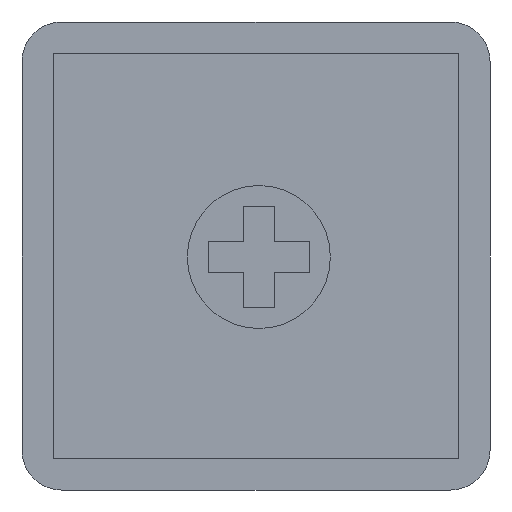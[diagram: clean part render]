
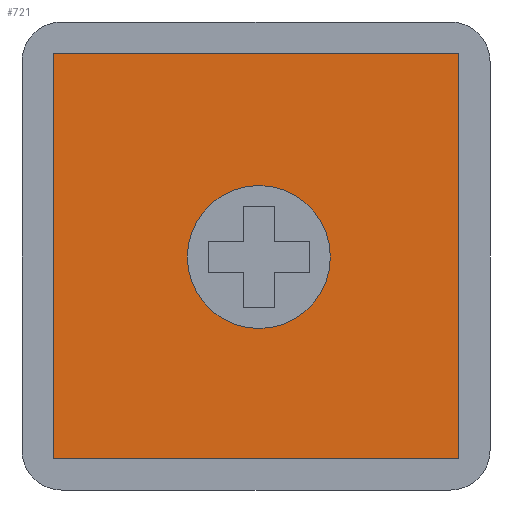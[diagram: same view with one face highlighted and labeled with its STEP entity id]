
A CAD part, front view. The second image highlights one B-rep face of the part: STEP entity #721.
In plain terms, the highlighted planar face has unit normal (0, -1, 0).
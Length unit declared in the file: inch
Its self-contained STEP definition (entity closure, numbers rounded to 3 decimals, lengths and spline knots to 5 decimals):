
#21=FACE_BOUND('',#120,.T.);
#75=FACE_OUTER_BOUND('',#119,.T.);
#119=EDGE_LOOP('',(#627,#628,#629,#630));
#120=EDGE_LOOP('',(#631));
#156=LINE('',#1174,#231);
#159=LINE('',#1179,#234);
#197=LINE('',#1261,#272);
#198=LINE('',#1262,#273);
#231=VECTOR('',#922,0.3937);
#234=VECTOR('',#927,0.3937);
#272=VECTOR('',#999,0.3937);
#273=VECTOR('',#1000,0.3937);
#295=CIRCLE('',#790,0.10827);
#329=VERTEX_POINT('',#1171);
#330=VERTEX_POINT('',#1173);
#331=VERTEX_POINT('',#1177);
#346=VERTEX_POINT('',#1220);
#358=VERTEX_POINT('',#1260);
#412=EDGE_CURVE('',#329,#330,#156,.F.);
#415=EDGE_CURVE('',#331,#329,#159,.F.);
#435=EDGE_CURVE('',#346,#346,#295,.T.);
#455=EDGE_CURVE('',#358,#331,#197,.F.);
#456=EDGE_CURVE('',#330,#358,#198,.F.);
#627=ORIENTED_EDGE('',*,*,#412,.F.);
#628=ORIENTED_EDGE('',*,*,#415,.F.);
#629=ORIENTED_EDGE('',*,*,#455,.F.);
#630=ORIENTED_EDGE('',*,*,#456,.F.);
#631=ORIENTED_EDGE('',*,*,#435,.T.);
#679=PLANE('',#799);
#721=ADVANCED_FACE('',(#75,#21),#679,.F.);
#790=AXIS2_PLACEMENT_3D('',#1221,#961,#962);
#799=AXIS2_PLACEMENT_3D('',#1259,#997,#998);
#922=DIRECTION('',(1.,0.,0.));
#927=DIRECTION('',(0.,0.,1.));
#961=DIRECTION('center_axis',(0.,1.,0.));
#962=DIRECTION('ref_axis',(1.,0.,0.));
#997=DIRECTION('center_axis',(0.,1.,0.));
#998=DIRECTION('ref_axis',(0.,0.,1.));
#999=DIRECTION('',(-1.,0.,0.));
#1000=DIRECTION('',(0.,0.,-1.));
#1171=CARTESIAN_POINT('',(-0.04724,0.32283,-0.66142));
#1173=CARTESIAN_POINT('',(-0.66142,0.32283,-0.66142));
#1174=CARTESIAN_POINT('',(-0.17717,0.32283,-0.66142));
#1177=CARTESIAN_POINT('',(-0.04724,0.32283,-0.04724));
#1179=CARTESIAN_POINT('',(-0.04724,0.32283,-0.17717));
#1220=CARTESIAN_POINT('',(-0.45827,0.32283,-0.35587));
#1221=CARTESIAN_POINT('Origin',(-0.35,0.32283,-0.35587));
#1259=CARTESIAN_POINT('Origin',(-0.35433,0.32283,-0.35433));
#1260=CARTESIAN_POINT('',(-0.66142,0.32283,-0.04724));
#1261=CARTESIAN_POINT('',(-0.5315,0.32283,-0.04724));
#1262=CARTESIAN_POINT('',(-0.66142,0.32283,-0.5315));
